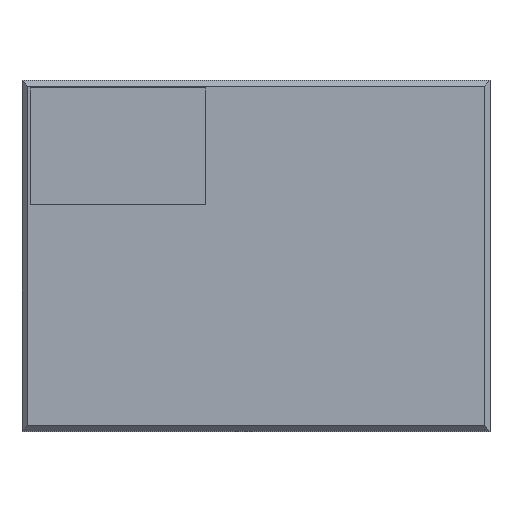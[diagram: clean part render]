
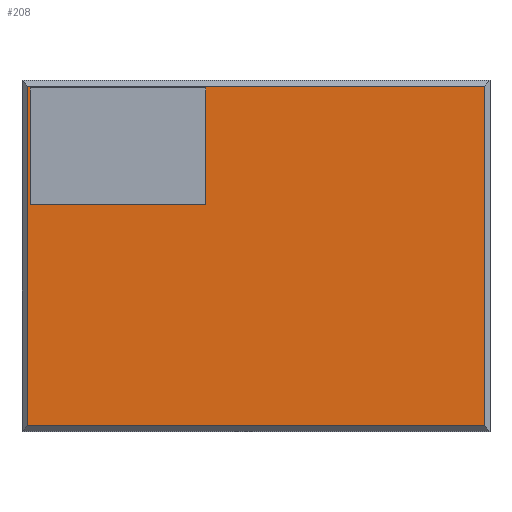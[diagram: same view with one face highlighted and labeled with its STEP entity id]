
A CAD part, top view. The second image highlights one B-rep face of the part: STEP entity #208.
In plain terms, the highlighted planar face has unit normal (0, 0, 1).
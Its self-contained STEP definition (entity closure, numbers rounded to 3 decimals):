
#93 = VERTEX_POINT('',#94);
#94 = CARTESIAN_POINT('',(-0.78,0.58,0.5));
#102 = VERTEX_POINT('',#103);
#103 = CARTESIAN_POINT('',(0.78,0.58,0.5));
#109 = EDGE_CURVE('',#93,#102,#110,.T.);
#110 = LINE('',#111,#112);
#111 = CARTESIAN_POINT('',(-0.8,0.58,0.5));
#112 = VECTOR('',#113,1.);
#113 = DIRECTION('',(1.,0.,0.));
#189 = VERTEX_POINT('',#190);
#190 = CARTESIAN_POINT('',(-0.78,-0.58,0.5));
#198 = EDGE_CURVE('',#189,#93,#199,.T.);
#199 = LINE('',#200,#201);
#200 = CARTESIAN_POINT('',(-0.78,-0.6,0.5));
#201 = VECTOR('',#202,1.);
#202 = DIRECTION('',(0.,1.,0.));
#208 = ADVANCED_FACE('',(#209),#227,.F.);
#209 = FACE_BOUND('',#210,.F.);
#210 = EDGE_LOOP('',(#211,#212,#213,#221));
#211 = ORIENTED_EDGE('',*,*,#198,.T.);
#212 = ORIENTED_EDGE('',*,*,#109,.T.);
#213 = ORIENTED_EDGE('',*,*,#214,.T.);
#214 = EDGE_CURVE('',#102,#215,#217,.T.);
#215 = VERTEX_POINT('',#216);
#216 = CARTESIAN_POINT('',(0.78,-0.58,0.5));
#217 = LINE('',#218,#219);
#218 = CARTESIAN_POINT('',(0.78,0.6,0.5));
#219 = VECTOR('',#220,1.);
#220 = DIRECTION('',(0.,-1.,0.));
#221 = ORIENTED_EDGE('',*,*,#222,.T.);
#222 = EDGE_CURVE('',#215,#189,#223,.T.);
#223 = LINE('',#224,#225);
#224 = CARTESIAN_POINT('',(0.8,-0.58,0.5));
#225 = VECTOR('',#226,1.);
#226 = DIRECTION('',(-1.,0.,0.));
#227 = PLANE('',#228);
#228 = AXIS2_PLACEMENT_3D('',#229,#230,#231);
#229 = CARTESIAN_POINT('',(0.,0.,0.5));
#230 = DIRECTION('',(-0.,-0.,-1.));
#231 = DIRECTION('',(-1.,0.,0.));
